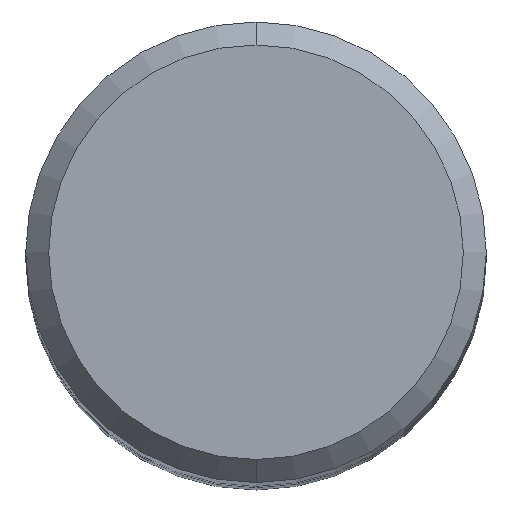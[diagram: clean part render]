
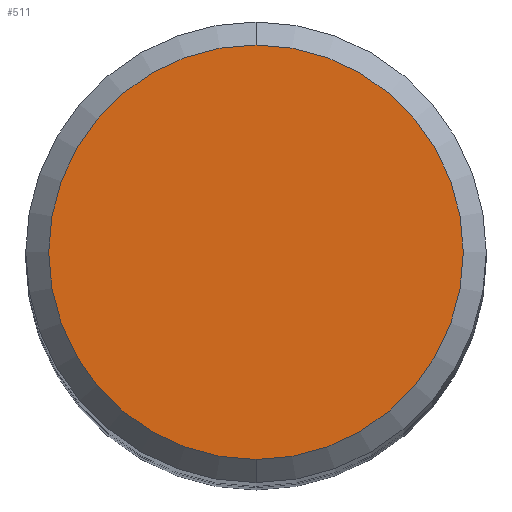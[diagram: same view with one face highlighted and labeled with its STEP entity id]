
A CAD part, top view. The second image highlights one B-rep face of the part: STEP entity #511.
In plain terms, the highlighted planar face has unit normal (0, 0, 1).
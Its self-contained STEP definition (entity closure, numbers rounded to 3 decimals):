
#279=EDGE_CURVE('',#291,#335,#643,.T.);
#291=VERTEX_POINT('',#656);
#309=EDGE_CURVE('',#335,#291,#676,.T.);
#335=VERTEX_POINT('',#703);
#511=ADVANCED_FACE('',(#907),#908,.T.);
#643=CIRCLE('',#1095,3.6);
#656=CARTESIAN_POINT('',(0.0,3.6,0.0));
#676=CIRCLE('',#1136,3.6);
#703=CARTESIAN_POINT('',(0.,-3.6,0.0));
#907=FACE_OUTER_BOUND('',#1595,.T.);
#908=PLANE('',#1596);
#1095=AXIS2_PLACEMENT_3D('',#1737,#1738,#1739);
#1136=AXIS2_PLACEMENT_3D('',#1767,#1768,#1769);
#1595=EDGE_LOOP('',(#2087,#2088));
#1596=AXIS2_PLACEMENT_3D('',#2089,#2090,#2091);
#1737=CARTESIAN_POINT('',(0.0,0.0,0.0));
#1738=DIRECTION('',(0.0,0.0,-1.0));
#1739=DIRECTION('',(0.0,1.0,0.0));
#1767=CARTESIAN_POINT('',(0.0,0.0,0.0));
#1768=DIRECTION('',(0.0,0.0,-1.0));
#1769=DIRECTION('',(0.0,1.0,0.0));
#2087=ORIENTED_EDGE('',*,*,#279,.F.);
#2088=ORIENTED_EDGE('',*,*,#309,.F.);
#2089=CARTESIAN_POINT('',(0.0,1.8,0.0));
#2090=DIRECTION('',(-0.0,0.0,1.0));
#2091=DIRECTION('',(0.0,-1.0,0.0));
